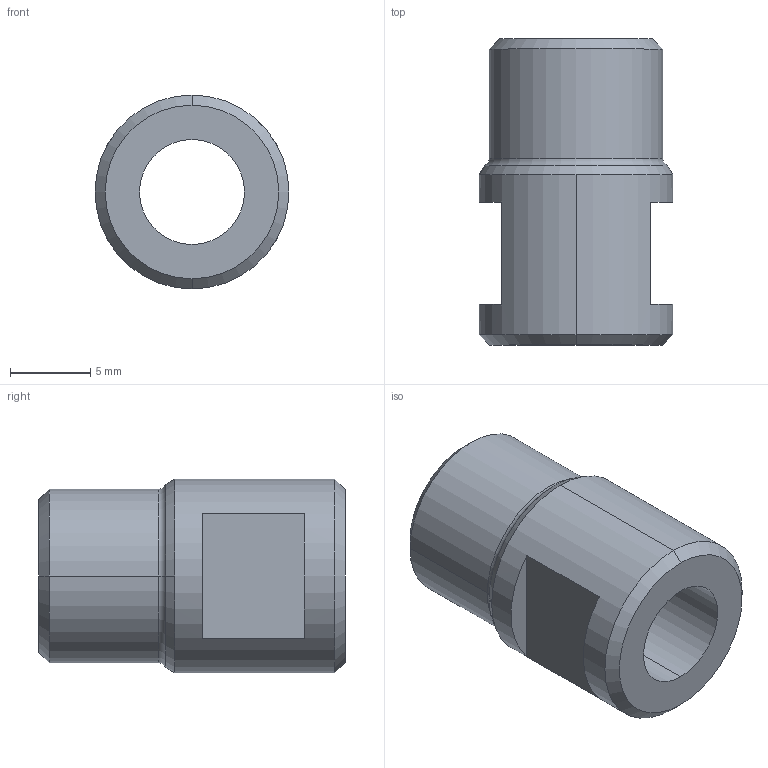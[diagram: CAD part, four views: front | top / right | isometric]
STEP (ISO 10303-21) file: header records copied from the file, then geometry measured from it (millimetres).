
FILE_DESCRIPTION (( 'STEP AP203' ), '1' );
FILE_NAME ('FB360_V1_31.STEP', '2016-06-16T21:11:44', ( '' ), ( '' ), 'SwSTEP 2.0', 'SolidWorks 2016', '' );
FILE_SCHEMA (( 'CONFIG_CONTROL_DESIGN' ));
Length unit declared in the file: inch
Products named in the file (1): FB360_V1_31
Bounding box: 12.06 x 19.05 x 12.06 mm (x, y, z)
Volume: 1250.5 mm3; surface area: 1220.7 mm2
Topology: 1 solids, 1 shells, 22 faces, 46 edges, 28 vertices
Faces by surface type: plane 8, cone 6, cylinder 6, torus 2
Entity records: 675 total; most frequent: DIRECTION 118, CARTESIAN_POINT 97, ORIENTED_EDGE 92, AXIS2_PLACEMENT_3D 49, EDGE_CURVE 46, VERTEX_POINT 28, EDGE_LOOP 26, CIRCLE 26
